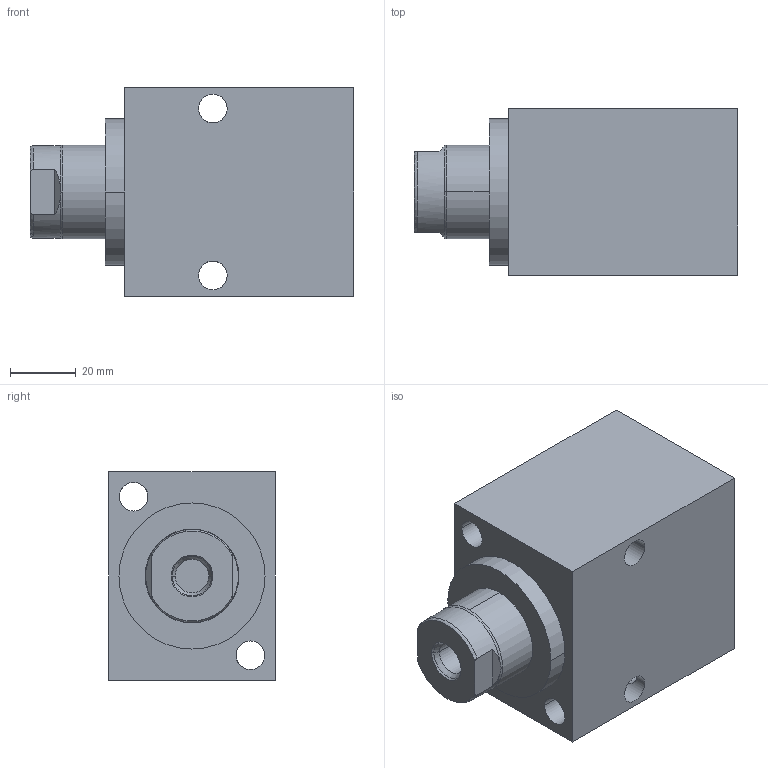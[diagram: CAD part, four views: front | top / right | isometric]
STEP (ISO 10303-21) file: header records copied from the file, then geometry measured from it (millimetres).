
FILE_DESCRIPTION((''),'2;1');
FILE_NAME('ILCM42012006','2008-12-15T',('GLR'),(''),'PRO/ENGINEER BY PARAMETRIC TECHNOLOGY CORPORATION, 2007460','PRO/ENGINEER BY PARAMETRIC TECHNOLOGY CORPORATION, 2007460','');
FILE_SCHEMA(('AUTOMOTIVE_DESIGN_CC2 { 1 2 10303 214 -1 1 5 2 }'));
Length unit declared in the file: millimetre
Products named in the file (1): ILCM42012006
Bounding box: 98.55 x 50.8 x 63.5 mm (x, y, z)
Volume: 230641.3 mm3; surface area: 33254.5 mm2
Topology: 1 solids, 3 shells, 75 faces, 184 edges, 118 vertices
Faces by surface type: cylinder 41, plane 22, cone 10, torus 2
Entity records: 3381 total; most frequent: CARTESIAN_POINT 614, DIRECTION 392, ORIENTED_EDGE 364, PRESENTATION_STYLE_ASSIGNMENT 207, STYLED_ITEM 186, CURVE_STYLE 184, EDGE_CURVE 184, AXIS2_PLACEMENT_3D 158
